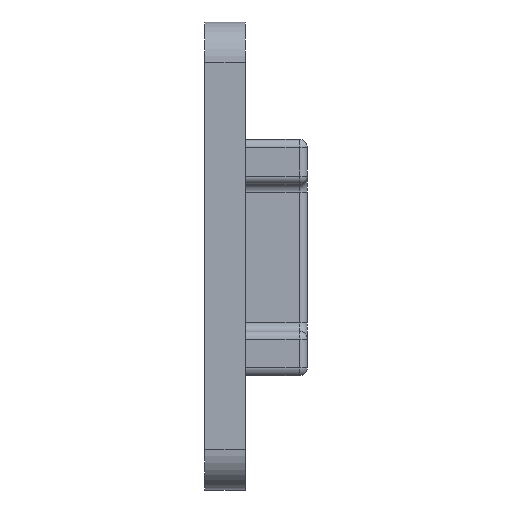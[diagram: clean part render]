
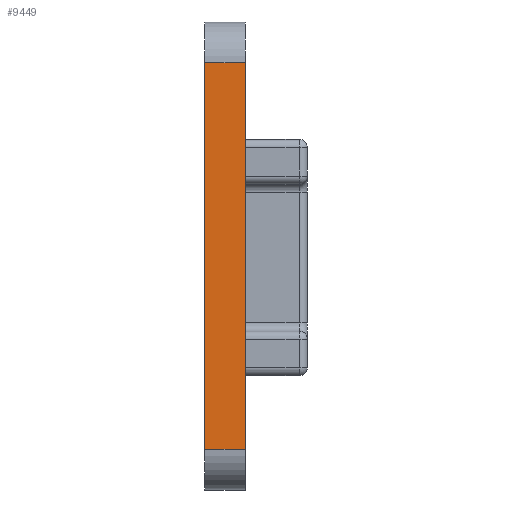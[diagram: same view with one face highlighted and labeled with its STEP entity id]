
A CAD part, front view. The second image highlights one B-rep face of the part: STEP entity #9449.
In plain terms, the highlighted planar face has unit normal (0, -1, 0).
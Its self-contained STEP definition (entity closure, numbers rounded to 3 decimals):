
#102 = VECTOR ( 'NONE', #12447, 1000. ) ;
#130 = CARTESIAN_POINT ( 'NONE',  ( 1.25, -18.65, -11.85 ) ) ;
#407 = DIRECTION ( 'NONE',  ( 0., 0., -1. ) ) ;
#491 = VECTOR ( 'NONE', #407, 1000. ) ;
#551 = DIRECTION ( 'NONE',  ( 0., 0., -1. ) ) ;
#657 = PLANE ( 'NONE',  #1279 ) ;
#744 = CARTESIAN_POINT ( 'NONE',  ( 1.25, -18.65, 11.85 ) ) ;
#770 = LINE ( 'NONE', #911, #8808 ) ;
#885 = FACE_OUTER_BOUND ( 'NONE', #2505, .T. ) ;
#911 = CARTESIAN_POINT ( 'NONE',  ( 1.25, -18.65, -11.85 ) ) ;
#1279 = AXIS2_PLACEMENT_3D ( 'NONE', #8845, #6647, #2726 ) ;
#2505 = EDGE_LOOP ( 'NONE', ( #5845, #3172, #4630, #9754 ) ) ;
#2726 = DIRECTION ( 'NONE',  ( 0., 0., 1. ) ) ;
#3172 = ORIENTED_EDGE ( 'NONE', *, *, #6390, .T. ) ;
#3586 = CARTESIAN_POINT ( 'NONE',  ( -1.25, -18.65, -11.85 ) ) ;
#3714 = VERTEX_POINT ( 'NONE', #5944 ) ;
#4630 = ORIENTED_EDGE ( 'NONE', *, *, #11410, .F. ) ;
#4673 = VERTEX_POINT ( 'NONE', #3586 ) ;
#5330 = LINE ( 'NONE', #5399, #102 ) ;
#5399 = CARTESIAN_POINT ( 'NONE',  ( 1.25, -18.65, 11.85 ) ) ;
#5845 = ORIENTED_EDGE ( 'NONE', *, *, #12406, .T. ) ;
#5944 = CARTESIAN_POINT ( 'NONE',  ( -1.25, -18.65, 11.85 ) ) ;
#6390 = EDGE_CURVE ( 'NONE', #4673, #10164, #770, .T. ) ;
#6581 = CARTESIAN_POINT ( 'NONE',  ( 1.25, -18.65, 14.35 ) ) ;
#6647 = DIRECTION ( 'NONE',  ( 0., 1., 0. ) ) ;
#6696 = VECTOR ( 'NONE', #551, 1000. ) ;
#7370 = CARTESIAN_POINT ( 'NONE',  ( -1.25, -18.65, 14.35 ) ) ;
#8272 = EDGE_CURVE ( 'NONE', #9471, #3714, #5330, .T. ) ;
#8808 = VECTOR ( 'NONE', #11785, 1000. ) ;
#8845 = CARTESIAN_POINT ( 'NONE',  ( 1.25, -18.65, 14.35 ) ) ;
#9449 = ADVANCED_FACE ( 'NONE', ( #885 ), #657, .F. ) ;
#9471 = VERTEX_POINT ( 'NONE', #744 ) ;
#9754 = ORIENTED_EDGE ( 'NONE', *, *, #8272, .T. ) ;
#10164 = VERTEX_POINT ( 'NONE', #130 ) ;
#11410 = EDGE_CURVE ( 'NONE', #9471, #10164, #12016, .T. ) ;
#11785 = DIRECTION ( 'NONE',  ( 1., 0., 0. ) ) ;
#11832 = LINE ( 'NONE', #7370, #491 ) ;
#12016 = LINE ( 'NONE', #6581, #6696 ) ;
#12406 = EDGE_CURVE ( 'NONE', #3714, #4673, #11832, .T. ) ;
#12447 = DIRECTION ( 'NONE',  ( -1., 0., 0. ) ) ;
